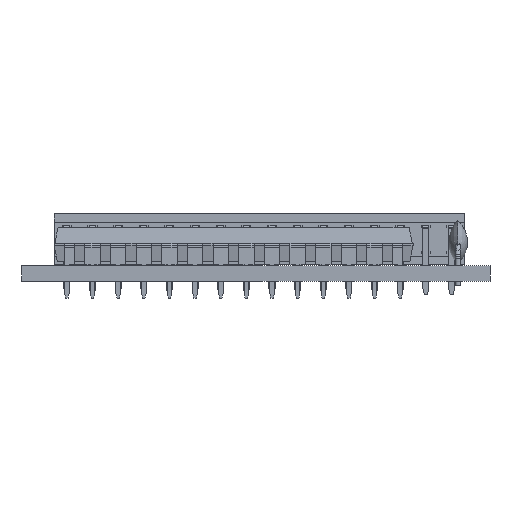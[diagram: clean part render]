
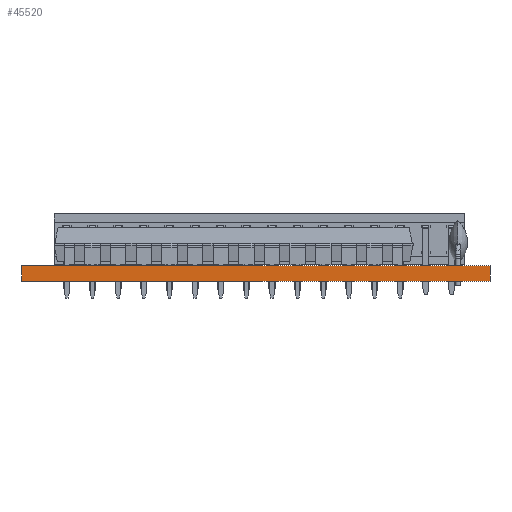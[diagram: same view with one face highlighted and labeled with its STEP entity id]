
A CAD part, front view. The second image highlights one B-rep face of the part: STEP entity #45520.
In plain terms, the highlighted planar face has unit normal (0, -1, 0).
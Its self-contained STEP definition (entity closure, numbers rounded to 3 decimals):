
#45520 = ADVANCED_FACE('',(#45521),#45555,.T.);
#45521 = FACE_BOUND('',#45522,.T.);
#45522 = EDGE_LOOP('',(#45523,#45533,#45541,#45549));
#45523 = ORIENTED_EDGE('',*,*,#45524,.T.);
#45524 = EDGE_CURVE('',#45525,#45527,#45529,.T.);
#45525 = VERTEX_POINT('',#45526);
#45526 = CARTESIAN_POINT('',(195.58,-210.82,0.));
#45527 = VERTEX_POINT('',#45528);
#45528 = CARTESIAN_POINT('',(195.58,-210.82,1.51));
#45529 = LINE('',#45530,#45531);
#45530 = CARTESIAN_POINT('',(195.58,-210.82,0.));
#45531 = VECTOR('',#45532,1.);
#45532 = DIRECTION('',(0.,0.,1.));
#45533 = ORIENTED_EDGE('',*,*,#45534,.T.);
#45534 = EDGE_CURVE('',#45527,#45535,#45537,.T.);
#45535 = VERTEX_POINT('',#45536);
#45536 = CARTESIAN_POINT('',(149.225,-210.82,1.51));
#45537 = LINE('',#45538,#45539);
#45538 = CARTESIAN_POINT('',(195.58,-210.82,1.51));
#45539 = VECTOR('',#45540,1.);
#45540 = DIRECTION('',(-1.,0.,0.));
#45541 = ORIENTED_EDGE('',*,*,#45542,.F.);
#45542 = EDGE_CURVE('',#45543,#45535,#45545,.T.);
#45543 = VERTEX_POINT('',#45544);
#45544 = CARTESIAN_POINT('',(149.225,-210.82,0.));
#45545 = LINE('',#45546,#45547);
#45546 = CARTESIAN_POINT('',(149.225,-210.82,0.));
#45547 = VECTOR('',#45548,1.);
#45548 = DIRECTION('',(0.,0.,1.));
#45549 = ORIENTED_EDGE('',*,*,#45550,.F.);
#45550 = EDGE_CURVE('',#45525,#45543,#45551,.T.);
#45551 = LINE('',#45552,#45553);
#45552 = CARTESIAN_POINT('',(195.58,-210.82,0.));
#45553 = VECTOR('',#45554,1.);
#45554 = DIRECTION('',(-1.,0.,0.));
#45555 = PLANE('',#45556);
#45556 = AXIS2_PLACEMENT_3D('',#45557,#45558,#45559);
#45557 = CARTESIAN_POINT('',(195.58,-210.82,0.));
#45558 = DIRECTION('',(0.,-1.,0.));
#45559 = DIRECTION('',(-1.,0.,0.));
